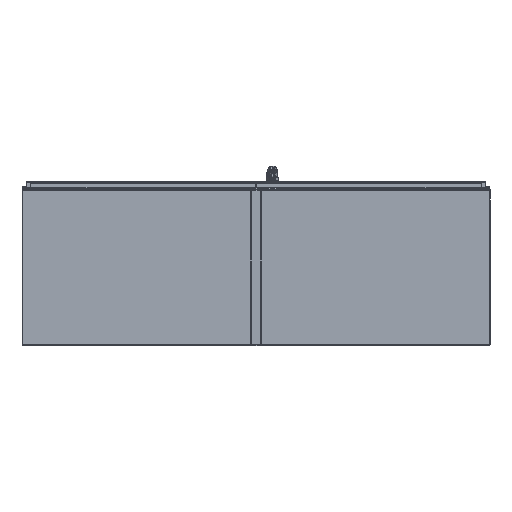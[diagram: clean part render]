
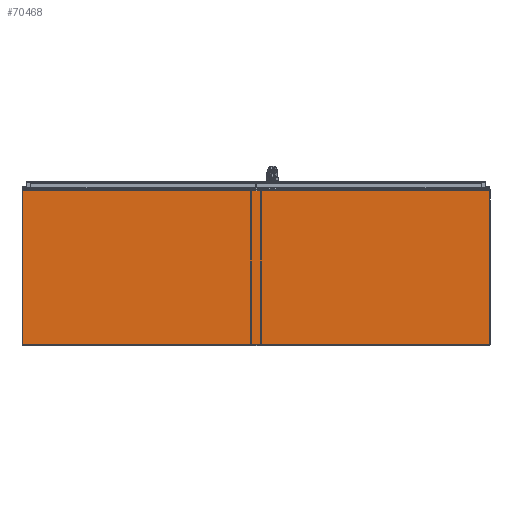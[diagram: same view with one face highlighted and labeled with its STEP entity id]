
A CAD part, front view. The second image highlights one B-rep face of the part: STEP entity #70468.
In plain terms, the highlighted face is planar.
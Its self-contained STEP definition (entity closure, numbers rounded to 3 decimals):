
#12384=PLANE('',#75011);
#14619=LINE('',#102466,#20072);
#14624=LINE('',#102482,#20077);
#14627=LINE('',#102488,#20080);
#14628=LINE('',#102489,#20081);
#20072=VECTOR('',#83951,0.394);
#20077=VECTOR('',#83972,0.394);
#20080=VECTOR('',#83977,0.394);
#20081=VECTOR('',#83978,0.394);
#24887=FACE_OUTER_BOUND('',#27992,.T.);
#27992=EDGE_LOOP('',(#58107,#58108,#58109,#58110));
#35255=VERTEX_POINT('',#102463);
#35256=VERTEX_POINT('',#102465);
#35259=VERTEX_POINT('',#102481);
#35261=VERTEX_POINT('',#102487);
#45318=EDGE_CURVE('',#35256,#35255,#14619,.T.);
#45326=EDGE_CURVE('',#35256,#35259,#14624,.T.);
#45329=EDGE_CURVE('',#35261,#35255,#14627,.T.);
#45330=EDGE_CURVE('',#35259,#35261,#14628,.T.);
#58107=ORIENTED_EDGE('',*,*,#45318,.T.);
#58108=ORIENTED_EDGE('',*,*,#45329,.F.);
#58109=ORIENTED_EDGE('',*,*,#45330,.F.);
#58110=ORIENTED_EDGE('',*,*,#45326,.F.);
#70468=ADVANCED_FACE('',(#24887),#12384,.T.);
#75011=AXIS2_PLACEMENT_3D('',#102486,#83975,#83976);
#83951=DIRECTION('',(1.,0.,0.));
#83972=DIRECTION('',(0.,1.,0.));
#83975=DIRECTION('center_axis',(0.,0.,1.));
#83976=DIRECTION('ref_axis',(1.,0.,0.));
#83977=DIRECTION('',(0.,-1.,0.));
#83978=DIRECTION('',(1.,0.,0.));
#102463=CARTESIAN_POINT('',(35.929,-11.768,0.134));
#102465=CARTESIAN_POINT('',(-35.929,-11.768,0.134));
#102466=CARTESIAN_POINT('',(-17.964,-11.768,0.134));
#102481=CARTESIAN_POINT('',(-35.929,11.996,0.134));
#102482=CARTESIAN_POINT('',(-35.929,-11.996,0.134));
#102486=CARTESIAN_POINT('Origin',(0.,0.,
0.134));
#102487=CARTESIAN_POINT('',(35.929,11.996,0.134));
#102488=CARTESIAN_POINT('',(35.929,11.996,0.134));
#102489=CARTESIAN_POINT('',(-35.929,11.996,0.134));
